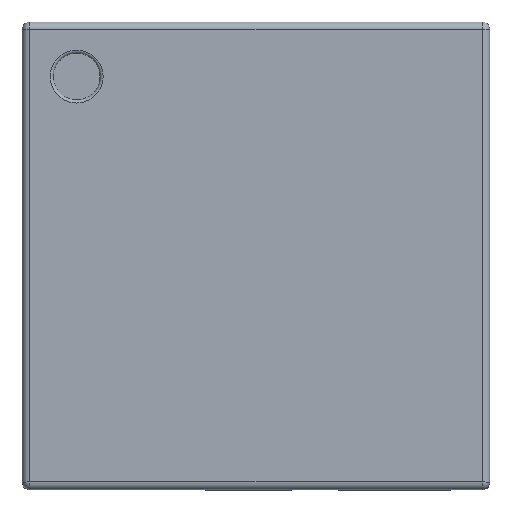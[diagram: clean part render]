
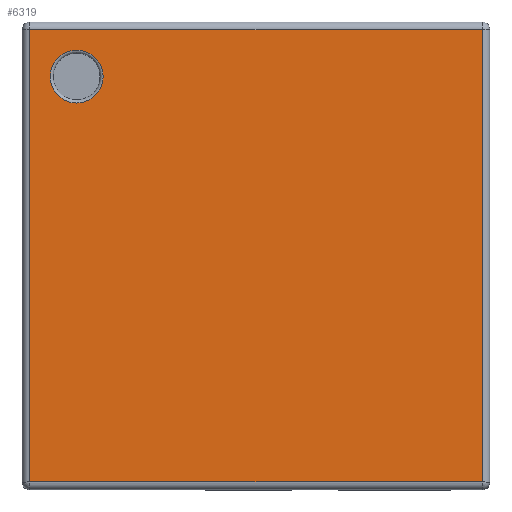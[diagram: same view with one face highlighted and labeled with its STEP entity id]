
A CAD part, top view. The second image highlights one B-rep face of the part: STEP entity #6319.
In plain terms, the highlighted planar face has unit normal (0, 0, 1).
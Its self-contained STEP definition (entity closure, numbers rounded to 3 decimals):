
#1738 = CYLINDRICAL_SURFACE('',#1739,0.05);
#1739 = AXIS2_PLACEMENT_3D('',#1740,#1741,#1742);
#1740 = CARTESIAN_POINT('',(1.45,1.5,0.65));
#1741 = DIRECTION('',(0.,-1.,0.));
#1742 = DIRECTION('',(1.,0.,0.));
#1948 = CYLINDRICAL_SURFACE('',#1949,0.05);
#1949 = AXIS2_PLACEMENT_3D('',#1950,#1951,#1952);
#1950 = CARTESIAN_POINT('',(1.5,-1.45,0.65));
#1951 = DIRECTION('',(-1.,0.,0.));
#1952 = DIRECTION('',(0.,-1.,0.));
#2651 = CYLINDRICAL_SURFACE('',#2652,0.05);
#2652 = AXIS2_PLACEMENT_3D('',#2653,#2654,#2655);
#2653 = CARTESIAN_POINT('',(-1.5,1.45,0.65));
#2654 = DIRECTION('',(1.,0.,0.));
#2655 = DIRECTION('',(-0.,1.,0.));
#3252 = CYLINDRICAL_SURFACE('',#3253,0.05);
#3253 = AXIS2_PLACEMENT_3D('',#3254,#3255,#3256);
#3254 = CARTESIAN_POINT('',(-1.45,-1.5,0.65));
#3255 = DIRECTION('',(0.,1.,0.));
#3256 = DIRECTION('',(-1.,0.,0.));
#5041 = VERTEX_POINT('',#5042);
#5042 = CARTESIAN_POINT('',(1.45,1.45,0.7));
#5062 = EDGE_CURVE('',#5041,#5063,#5065,.T.);
#5063 = VERTEX_POINT('',#5064);
#5064 = CARTESIAN_POINT('',(1.45,-1.45,0.7));
#5065 = SURFACE_CURVE('',#5066,(#5070,#5077),.PCURVE_S1.);
#5066 = LINE('',#5067,#5068);
#5067 = CARTESIAN_POINT('',(1.45,1.5,0.7));
#5068 = VECTOR('',#5069,1.);
#5069 = DIRECTION('',(0.,-1.,0.));
#5070 = PCURVE('',#1738,#5071);
#5071 = DEFINITIONAL_REPRESENTATION('',(#5072),#5076);
#5072 = LINE('',#5073,#5074);
#5073 = CARTESIAN_POINT('',(1.571,0.));
#5074 = VECTOR('',#5075,1.);
#5075 = DIRECTION('',(0.,1.));
#5076 = ( GEOMETRIC_REPRESENTATION_CONTEXT(2) 
PARAMETRIC_REPRESENTATION_CONTEXT() REPRESENTATION_CONTEXT('2D SPACE',''
  ) );
#5077 = PCURVE('',#5078,#5083);
#5078 = PLANE('',#5079);
#5079 = AXIS2_PLACEMENT_3D('',#5080,#5081,#5082);
#5080 = CARTESIAN_POINT('',(0.,0.,0.7));
#5081 = DIRECTION('',(-0.,-0.,-1.));
#5082 = DIRECTION('',(-1.,0.,0.));
#5083 = DEFINITIONAL_REPRESENTATION('',(#5084),#5088);
#5084 = LINE('',#5085,#5086);
#5085 = CARTESIAN_POINT('',(-1.45,1.5));
#5086 = VECTOR('',#5087,1.);
#5087 = DIRECTION('',(0.,-1.));
#5088 = ( GEOMETRIC_REPRESENTATION_CONTEXT(2) 
PARAMETRIC_REPRESENTATION_CONTEXT() REPRESENTATION_CONTEXT('2D SPACE',''
  ) );
#5179 = EDGE_CURVE('',#5063,#5180,#5182,.T.);
#5180 = VERTEX_POINT('',#5181);
#5181 = CARTESIAN_POINT('',(-1.45,-1.45,0.7));
#5182 = SURFACE_CURVE('',#5183,(#5187,#5194),.PCURVE_S1.);
#5183 = LINE('',#5184,#5185);
#5184 = CARTESIAN_POINT('',(1.5,-1.45,0.7));
#5185 = VECTOR('',#5186,1.);
#5186 = DIRECTION('',(-1.,0.,0.));
#5187 = PCURVE('',#1948,#5188);
#5188 = DEFINITIONAL_REPRESENTATION('',(#5189),#5193);
#5189 = LINE('',#5190,#5191);
#5190 = CARTESIAN_POINT('',(1.571,0.));
#5191 = VECTOR('',#5192,1.);
#5192 = DIRECTION('',(0.,1.));
#5193 = ( GEOMETRIC_REPRESENTATION_CONTEXT(2) 
PARAMETRIC_REPRESENTATION_CONTEXT() REPRESENTATION_CONTEXT('2D SPACE',''
  ) );
#5194 = PCURVE('',#5078,#5195);
#5195 = DEFINITIONAL_REPRESENTATION('',(#5196),#5200);
#5196 = LINE('',#5197,#5198);
#5197 = CARTESIAN_POINT('',(-1.5,-1.45));
#5198 = VECTOR('',#5199,1.);
#5199 = DIRECTION('',(1.,0.));
#5200 = ( GEOMETRIC_REPRESENTATION_CONTEXT(2) 
PARAMETRIC_REPRESENTATION_CONTEXT() REPRESENTATION_CONTEXT('2D SPACE',''
  ) );
#5452 = VERTEX_POINT('',#5453);
#5453 = CARTESIAN_POINT('',(-1.45,1.45,0.7));
#5473 = EDGE_CURVE('',#5452,#5041,#5474,.T.);
#5474 = SURFACE_CURVE('',#5475,(#5479,#5486),.PCURVE_S1.);
#5475 = LINE('',#5476,#5477);
#5476 = CARTESIAN_POINT('',(-1.5,1.45,0.7));
#5477 = VECTOR('',#5478,1.);
#5478 = DIRECTION('',(1.,0.,0.));
#5479 = PCURVE('',#2651,#5480);
#5480 = DEFINITIONAL_REPRESENTATION('',(#5481),#5485);
#5481 = LINE('',#5482,#5483);
#5482 = CARTESIAN_POINT('',(1.571,0.));
#5483 = VECTOR('',#5484,1.);
#5484 = DIRECTION('',(0.,1.));
#5485 = ( GEOMETRIC_REPRESENTATION_CONTEXT(2) 
PARAMETRIC_REPRESENTATION_CONTEXT() REPRESENTATION_CONTEXT('2D SPACE',''
  ) );
#5486 = PCURVE('',#5078,#5487);
#5487 = DEFINITIONAL_REPRESENTATION('',(#5488),#5492);
#5488 = LINE('',#5489,#5490);
#5489 = CARTESIAN_POINT('',(1.5,1.45));
#5490 = VECTOR('',#5491,1.);
#5491 = DIRECTION('',(-1.,0.));
#5492 = ( GEOMETRIC_REPRESENTATION_CONTEXT(2) 
PARAMETRIC_REPRESENTATION_CONTEXT() REPRESENTATION_CONTEXT('2D SPACE',''
  ) );
#5918 = EDGE_CURVE('',#5180,#5452,#5919,.T.);
#5919 = SURFACE_CURVE('',#5920,(#5924,#5931),.PCURVE_S1.);
#5920 = LINE('',#5921,#5922);
#5921 = CARTESIAN_POINT('',(-1.45,-1.5,0.7));
#5922 = VECTOR('',#5923,1.);
#5923 = DIRECTION('',(0.,1.,0.));
#5924 = PCURVE('',#3252,#5925);
#5925 = DEFINITIONAL_REPRESENTATION('',(#5926),#5930);
#5926 = LINE('',#5927,#5928);
#5927 = CARTESIAN_POINT('',(1.571,0.));
#5928 = VECTOR('',#5929,1.);
#5929 = DIRECTION('',(0.,1.));
#5930 = ( GEOMETRIC_REPRESENTATION_CONTEXT(2) 
PARAMETRIC_REPRESENTATION_CONTEXT() REPRESENTATION_CONTEXT('2D SPACE',''
  ) );
#5931 = PCURVE('',#5078,#5932);
#5932 = DEFINITIONAL_REPRESENTATION('',(#5933),#5937);
#5933 = LINE('',#5934,#5935);
#5934 = CARTESIAN_POINT('',(1.45,-1.5));
#5935 = VECTOR('',#5936,1.);
#5936 = DIRECTION('',(0.,1.));
#5937 = ( GEOMETRIC_REPRESENTATION_CONTEXT(2) 
PARAMETRIC_REPRESENTATION_CONTEXT() REPRESENTATION_CONTEXT('2D SPACE',''
  ) );
#6319 = ADVANCED_FACE('',(#6320,#6326),#5078,.F.);
#6320 = FACE_BOUND('',#6321,.F.);
#6321 = EDGE_LOOP('',(#6322,#6323,#6324,#6325));
#6322 = ORIENTED_EDGE('',*,*,#5179,.T.);
#6323 = ORIENTED_EDGE('',*,*,#5918,.T.);
#6324 = ORIENTED_EDGE('',*,*,#5473,.T.);
#6325 = ORIENTED_EDGE('',*,*,#5062,.T.);
#6326 = FACE_BOUND('',#6327,.F.);
#6327 = EDGE_LOOP('',(#6328));
#6328 = ORIENTED_EDGE('',*,*,#6329,.T.);
#6329 = EDGE_CURVE('',#6330,#6330,#6332,.T.);
#6330 = VERTEX_POINT('',#6331);
#6331 = CARTESIAN_POINT('',(-0.98,1.15,0.7));
#6332 = SURFACE_CURVE('',#6333,(#6338,#6349),.PCURVE_S1.);
#6333 = CIRCLE('',#6334,0.17);
#6334 = AXIS2_PLACEMENT_3D('',#6335,#6336,#6337);
#6335 = CARTESIAN_POINT('',(-1.15,1.15,0.7));
#6336 = DIRECTION('',(0.,0.,1.));
#6337 = DIRECTION('',(1.,0.,0.));
#6338 = PCURVE('',#5078,#6339);
#6339 = DEFINITIONAL_REPRESENTATION('',(#6340),#6348);
#6340 = ( BOUNDED_CURVE() B_SPLINE_CURVE(2,(#6341,#6342,#6343,#6344,
#6345,#6346,#6347),.UNSPECIFIED.,.T.,.F.) B_SPLINE_CURVE_WITH_KNOTS((1,2
    ,2,2,2,1),(-2.094,0.,2.094,4.189,
6.283,8.378),.UNSPECIFIED.) CURVE() 
GEOMETRIC_REPRESENTATION_ITEM() RATIONAL_B_SPLINE_CURVE((1.,0.5,1.,0.5,
1.,0.5,1.)) REPRESENTATION_ITEM('') );
#6341 = CARTESIAN_POINT('',(0.98,1.15));
#6342 = CARTESIAN_POINT('',(0.98,1.444));
#6343 = CARTESIAN_POINT('',(1.235,1.297));
#6344 = CARTESIAN_POINT('',(1.49,1.15));
#6345 = CARTESIAN_POINT('',(1.235,1.003));
#6346 = CARTESIAN_POINT('',(0.98,0.856));
#6347 = CARTESIAN_POINT('',(0.98,1.15));
#6348 = ( GEOMETRIC_REPRESENTATION_CONTEXT(2) 
PARAMETRIC_REPRESENTATION_CONTEXT() REPRESENTATION_CONTEXT('2D SPACE',''
  ) );
#6349 = PCURVE('',#6350,#6355);
#6350 = TOROIDAL_SURFACE('',#6351,0.17,0.02);
#6351 = AXIS2_PLACEMENT_3D('',#6352,#6353,#6354);
#6352 = CARTESIAN_POINT('',(-1.15,1.15,0.68));
#6353 = DIRECTION('',(0.,0.,1.));
#6354 = DIRECTION('',(1.,0.,0.));
#6355 = DEFINITIONAL_REPRESENTATION('',(#6356),#6360);
#6356 = LINE('',#6357,#6358);
#6357 = CARTESIAN_POINT('',(0.,1.571));
#6358 = VECTOR('',#6359,1.);
#6359 = DIRECTION('',(1.,0.));
#6360 = ( GEOMETRIC_REPRESENTATION_CONTEXT(2) 
PARAMETRIC_REPRESENTATION_CONTEXT() REPRESENTATION_CONTEXT('2D SPACE',''
  ) );
